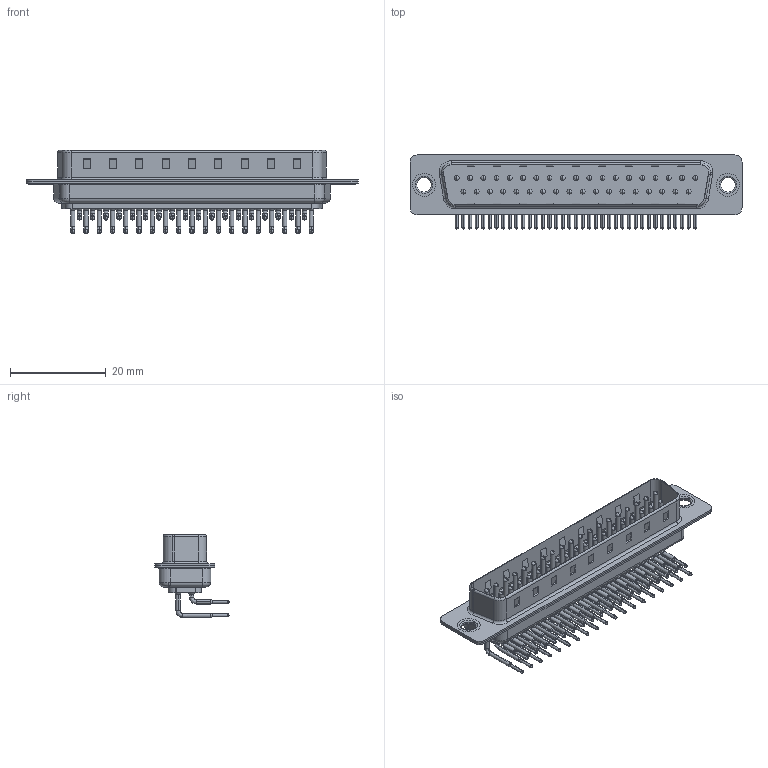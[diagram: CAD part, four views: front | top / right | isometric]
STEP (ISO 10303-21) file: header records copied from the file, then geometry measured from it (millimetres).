
FILE_DESCRIPTION (( 'STEP AP203' ), '1' );
FILE_NAME ('621-M37-360-BN1.STEP', '2018-09-25T06:21:00', ( '' ), ( '' ), 'SwSTEP 2.0', 'SolidWorks 2016', '' );
FILE_SCHEMA (( 'CONFIG_CONTROL_DESIGN' ));
Length unit declared in the file: millimetre
Products named in the file (7): 621M Shell Rear_37 Contacts; 621M Contact Row 1; 621M Contact Row 2; 621M Thru Hole Rivet; 621-M37-360-BN1; 621M Housing_37 Contacts; 621M Shell Front_37 Contacts
Assembly tree (42 placements, depth 2):
  621-M37-360-BN1
    621M Housing_37 Contacts
    621M Shell Front_37 Contacts
    621M Shell Rear_37 Contacts
    621M Contact Row 1  x19
    621M Contact Row 2  x18
    621M Thru Hole Rivet  x2
Bounding box: 69.4 x 15.49 x 17.39 mm (x, y, z)
Volume: 3917.7 mm3; surface area: 10217.3 mm2
Topology: 42 solids, 42 shells, 4456 faces, 12483 edges, 8122 vertices
Faces by surface type: plane 2571, cylinder 1457, bspline 222, cone 148, torus 58
Entity records: 28408 total; most frequent: DIRECTION 4857, CARTESIAN_POINT 4745, ORIENTED_EDGE 4358, EDGE_CURVE 2179, AXIS2_PLACEMENT_3D 1794, VERTEX_POINT 1412, VECTOR 1269, LINE 1269
